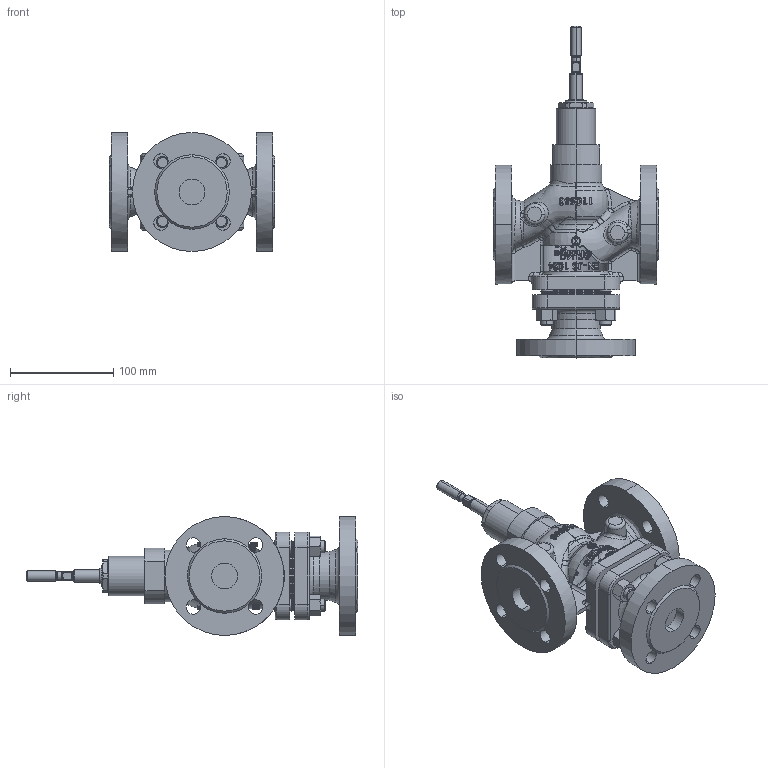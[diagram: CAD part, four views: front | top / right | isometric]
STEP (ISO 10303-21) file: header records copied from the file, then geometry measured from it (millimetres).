
FILE_DESCRIPTION (( 'STEP AP214' ), '1' );
FILE_NAME ('BR325 DN25 XXX PN16-40 for MC_STEP (Defeature).STEP', '2015-02-27T16:30:15', ( 'tdietz' ), ( '' ), 'SwSTEP 2.0', 'SolidWorks 2014', '' );
FILE_SCHEMA (( 'AUTOMOTIVE_DESIGN' ));
Length unit declared in the file: millimetre
Products named in the file (1): BR325 DN25 XXX PN16-40 for MC_STEP (Defeature)
Bounding box: 160 x 321 x 115 mm (x, y, z)
Volume: 246.1 mm3; surface area: 163615.9 mm2
Topology: 14 solids, 16 shells, 1083 faces, 2792 edges, 1786 vertices
Faces by surface type: bspline 351, plane 306, cylinder 215, cone 102, torus 82, sphere 27
Entity records: 185716 total; most frequent: CARTESIAN_POINT 159828, ORIENTED_EDGE 5578, DIRECTION 3777, EDGE_CURVE 2789, VERTEX_POINT 1782, AXIS2_PLACEMENT_3D 1574, B_SPLINE_CURVE_WITH_KNOTS 1301, EDGE_LOOP 1163
